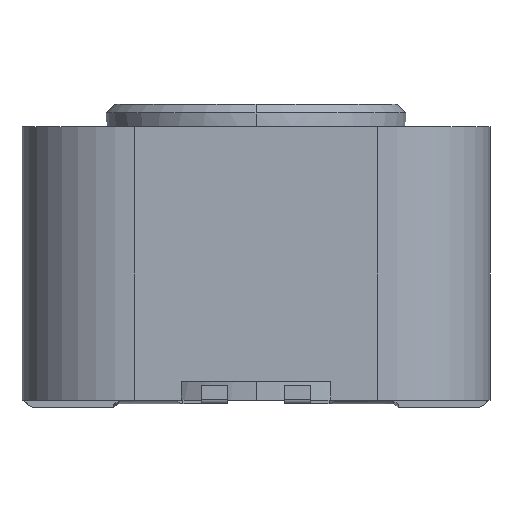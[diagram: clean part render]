
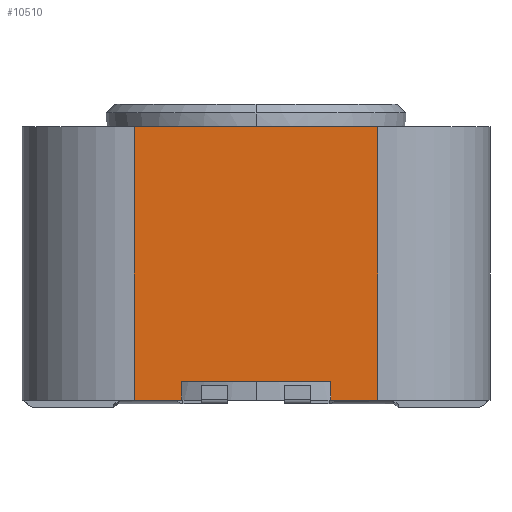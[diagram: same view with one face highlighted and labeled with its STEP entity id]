
A CAD part, left-side view. The second image highlights one B-rep face of the part: STEP entity #10510.
In plain terms, the highlighted planar face has unit normal (-1, 0, 0).
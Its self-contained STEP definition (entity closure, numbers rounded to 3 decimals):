
#396 = CARTESIAN_POINT ( 'NONE',  ( -6.25, 3.25, 0. ) ) ;
#476 = ORIENTED_EDGE ( 'NONE', *, *, #4191, .T. ) ;
#718 = CARTESIAN_POINT ( 'NONE',  ( -6.25, 3.25, 7.3 ) ) ;
#1304 = ORIENTED_EDGE ( 'NONE', *, *, #10480, .F. ) ;
#2528 = EDGE_CURVE ( 'NONE', #9633, #14329, #16511, .T. ) ;
#2659 = VECTOR ( 'NONE', #18969, 1000. ) ;
#2892 = VERTEX_POINT ( 'NONE', #8766 ) ;
#3360 = CARTESIAN_POINT ( 'NONE',  ( -6.25, 3.25, 7.3 ) ) ;
#4019 = VECTOR ( 'NONE', #16798, 1000. ) ;
#4191 = EDGE_CURVE ( 'NONE', #11970, #6029, #10879, .T. ) ;
#4607 = VERTEX_POINT ( 'NONE', #5944 ) ;
#5018 = LINE ( 'NONE', #12785, #18900 ) ;
#5088 = VECTOR ( 'NONE', #25983, 1000. ) ;
#5269 = PLANE ( 'NONE',  #11698 ) ;
#5314 = CARTESIAN_POINT ( 'NONE',  ( -6.25, 2., 0.5 ) ) ;
#5789 = EDGE_CURVE ( 'NONE', #2892, #6029, #19281, .T. ) ;
#5944 = CARTESIAN_POINT ( 'NONE',  ( -6.25, 3.25, 7.3 ) ) ;
#6029 = VERTEX_POINT ( 'NONE', #12926 ) ;
#6343 = VERTEX_POINT ( 'NONE', #12592 ) ;
#6780 = DIRECTION ( 'NONE',  ( 0., 0., -1. ) ) ;
#7567 = CARTESIAN_POINT ( 'NONE',  ( -6.25, -2., 0. ) ) ;
#7855 = EDGE_CURVE ( 'NONE', #4607, #9633, #8856, .T. ) ;
#8766 = CARTESIAN_POINT ( 'NONE',  ( -6.25, -3.25, 7.3 ) ) ;
#8856 = LINE ( 'NONE', #718, #18295 ) ;
#9196 = LINE ( 'NONE', #5314, #26158 ) ;
#9633 = VERTEX_POINT ( 'NONE', #18530 ) ;
#10480 = EDGE_CURVE ( 'NONE', #11970, #14912, #15072, .T. ) ;
#10510 = ADVANCED_FACE ( 'NONE', ( #11889 ), #5269, .F. ) ;
#10879 = LINE ( 'NONE', #396, #4019 ) ;
#11009 = EDGE_CURVE ( 'NONE', #14912, #6343, #9196, .T. ) ;
#11698 = AXIS2_PLACEMENT_3D ( 'NONE', #3360, #16166, #13680 ) ;
#11889 = FACE_OUTER_BOUND ( 'NONE', #25849, .T. ) ;
#11970 = VERTEX_POINT ( 'NONE', #7567 ) ;
#12379 = CARTESIAN_POINT ( 'NONE',  ( -6.25, 3.25, 0. ) ) ;
#12516 = ORIENTED_EDGE ( 'NONE', *, *, #7855, .T. ) ;
#12592 = CARTESIAN_POINT ( 'NONE',  ( -6.25, 2., 0.5 ) ) ;
#12785 = CARTESIAN_POINT ( 'NONE',  ( -6.25, 3.25, 7.3 ) ) ;
#12914 = DIRECTION ( 'NONE',  ( 0., -1., 0. ) ) ;
#12926 = CARTESIAN_POINT ( 'NONE',  ( -6.25, -3.25, 0. ) ) ;
#13680 = DIRECTION ( 'NONE',  ( 0., 0., -1. ) ) ;
#13837 = CARTESIAN_POINT ( 'NONE',  ( -6.25, 2., 0. ) ) ;
#14329 = VERTEX_POINT ( 'NONE', #21008 ) ;
#14912 = VERTEX_POINT ( 'NONE', #15873 ) ;
#15072 = LINE ( 'NONE', #23811, #5088 ) ;
#15308 = DIRECTION ( 'NONE',  ( 0., 0., -1. ) ) ;
#15873 = CARTESIAN_POINT ( 'NONE',  ( -6.25, -2., 0.5 ) ) ;
#15906 = LINE ( 'NONE', #13837, #18832 ) ;
#16166 = DIRECTION ( 'NONE',  ( 1., 0., 0. ) ) ;
#16235 = VECTOR ( 'NONE', #15308, 1000. ) ;
#16511 = LINE ( 'NONE', #12379, #2659 ) ;
#16798 = DIRECTION ( 'NONE',  ( 0., -1., 0. ) ) ;
#17601 = DIRECTION ( 'NONE',  ( 0., 1., 0. ) ) ;
#17714 = ORIENTED_EDGE ( 'NONE', *, *, #5789, .F. ) ;
#18295 = VECTOR ( 'NONE', #6780, 1000. ) ;
#18530 = CARTESIAN_POINT ( 'NONE',  ( -6.25, 3.25, 0. ) ) ;
#18832 = VECTOR ( 'NONE', #19859, 1000. ) ;
#18900 = VECTOR ( 'NONE', #12914, 1000. ) ;
#18969 = DIRECTION ( 'NONE',  ( 0., -1., 0. ) ) ;
#19281 = LINE ( 'NONE', #23390, #16235 ) ;
#19859 = DIRECTION ( 'NONE',  ( 0., 0., -1. ) ) ;
#20915 = EDGE_CURVE ( 'NONE', #4607, #2892, #5018, .T. ) ;
#21008 = CARTESIAN_POINT ( 'NONE',  ( -6.25, 2., 0. ) ) ;
#23390 = CARTESIAN_POINT ( 'NONE',  ( -6.25, -3.25, 7.3 ) ) ;
#23811 = CARTESIAN_POINT ( 'NONE',  ( -6.25, -2., 0. ) ) ;
#23929 = ORIENTED_EDGE ( 'NONE', *, *, #20915, .F. ) ;
#25106 = EDGE_CURVE ( 'NONE', #6343, #14329, #15906, .T. ) ;
#25609 = ORIENTED_EDGE ( 'NONE', *, *, #11009, .F. ) ;
#25849 = EDGE_LOOP ( 'NONE', ( #12516, #26057, #25919, #25609, #1304, #476, #17714, #23929 ) ) ;
#25919 = ORIENTED_EDGE ( 'NONE', *, *, #25106, .F. ) ;
#25983 = DIRECTION ( 'NONE',  ( 0., 0., 1. ) ) ;
#26057 = ORIENTED_EDGE ( 'NONE', *, *, #2528, .T. ) ;
#26158 = VECTOR ( 'NONE', #17601, 1000. ) ;
